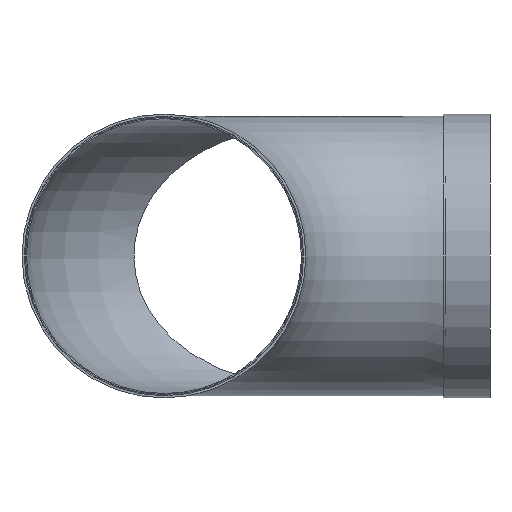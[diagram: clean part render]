
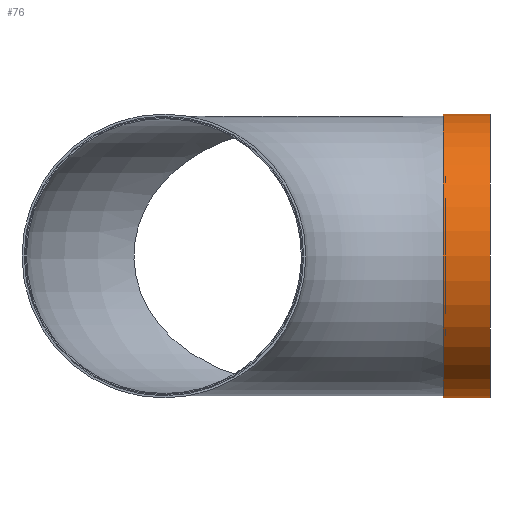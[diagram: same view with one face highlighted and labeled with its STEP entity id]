
A CAD part, left-side view. The second image highlights one B-rep face of the part: STEP entity #76.
In plain terms, the highlighted cylindrical face has radius 160 mm (diameter 320 mm), a full revolution.
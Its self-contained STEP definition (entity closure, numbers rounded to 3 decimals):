
#76 = ADVANCED_FACE( '', ( #159, #160 ), #161, .T. );
#159 = FACE_OUTER_BOUND( '', #265, .T. );
#160 = FACE_OUTER_BOUND( '', #266, .T. );
#161 = CYLINDRICAL_SURFACE( '', #267, 160. );
#265 = EDGE_LOOP( '', ( #368 ) );
#266 = EDGE_LOOP( '', ( #369 ) );
#267 = AXIS2_PLACEMENT_3D( '', #370, #371, #372 );
#368 = ORIENTED_EDGE( '', *, *, #508, .T. );
#369 = ORIENTED_EDGE( '', *, *, #509, .F. );
#370 = CARTESIAN_POINT( '', ( 0., 0., 0. ) );
#371 = DIRECTION( '', ( 0., 1., 0. ) );
#372 = DIRECTION( '', ( 0., 0., -1. ) );
#508 = EDGE_CURVE( '', #568, #568, #569, .T. );
#509 = EDGE_CURVE( '', #570, #570, #571, .T. );
#568 = VERTEX_POINT( '', #1280 );
#569 = CIRCLE( '', #1281, 160. );
#570 = VERTEX_POINT( '', #1282 );
#571 = CIRCLE( '', #1283, 160. );
#1280 = CARTESIAN_POINT( '', ( 0., 52.5, -160. ) );
#1281 = AXIS2_PLACEMENT_3D( '', #1727, #1728, #1729 );
#1282 = CARTESIAN_POINT( '', ( 0., 0., -160. ) );
#1283 = AXIS2_PLACEMENT_3D( '', #1730, #1731, #1732 );
#1727 = CARTESIAN_POINT( '', ( 0., 52.5, 0. ) );
#1728 = DIRECTION( '', ( 0., -1., 0. ) );
#1729 = DIRECTION( '', ( 0., 0., -1. ) );
#1730 = CARTESIAN_POINT( '', ( 0., 0., 0. ) );
#1731 = DIRECTION( '', ( 0., -1., 0. ) );
#1732 = DIRECTION( '', ( 0., 0., -1. ) );
